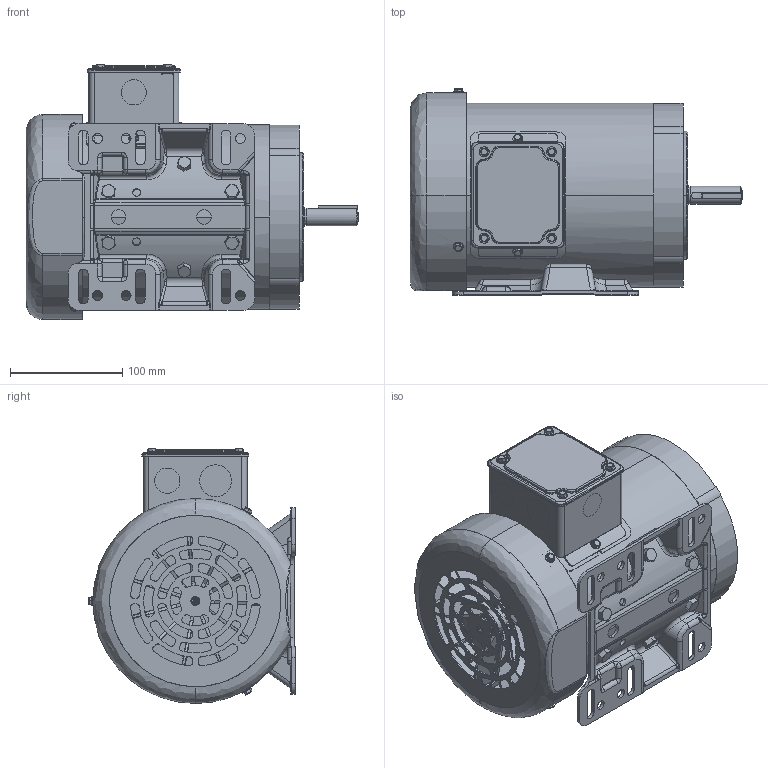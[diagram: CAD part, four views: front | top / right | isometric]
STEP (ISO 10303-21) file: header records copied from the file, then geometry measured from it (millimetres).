
FILE_DESCRIPTION (( 'STEP AP214' ), '1' );
FILE_NAME ('MTR2-P50-3BD36.STEP', '2017-08-16T15:00:28', ( '' ), ( '' ), 'SwSTEP 2.0', 'SolidWorks 2016', '' );
FILE_SCHEMA (( 'AUTOMOTIVE_DESIGN' ));
Length unit declared in the file: inch
Products named in the file (1): MTR2-P50-3BD36
Bounding box: 295.5 x 183.73 x 227.03 mm (x, y, z)
Volume: 795658.2 mm3; surface area: 629880 mm2
Topology: 37 solids, 37 shells, 2761 faces, 7128 edges, 4363 vertices
Faces by surface type: cylinder 888, bspline 875, plane 763, cone 235
Entity records: 120898 total; most frequent: CARTESIAN_POINT 59681, ORIENTED_EDGE 13974, DIRECTION 10963, EDGE_CURVE 6987, VERTEX_POINT 4363, AXIS2_PLACEMENT_3D 4231, EDGE_LOOP 3030, FACE_OUTER_BOUND 2761
